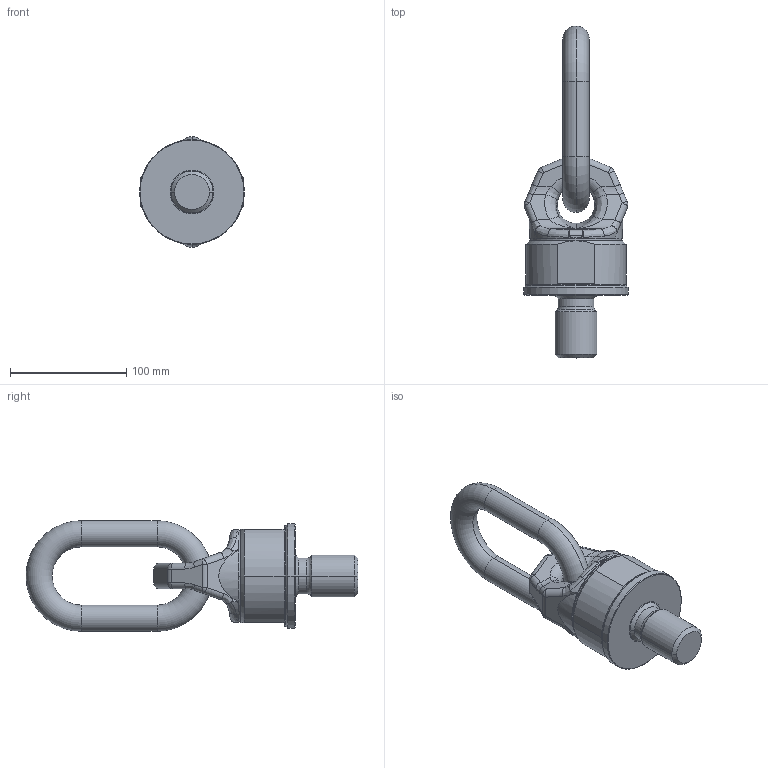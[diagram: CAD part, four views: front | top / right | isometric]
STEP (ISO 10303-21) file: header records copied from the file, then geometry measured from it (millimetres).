
FILE_DESCRIPTION((''),'2;1');
FILE_NAME('001-M33244-P99-0_ASM','2017-03-09T',('Roland.Jakubetz'),(''),'PRO/ENGINEER BY PARAMETRIC TECHNOLOGY CORPORATION, 2011490','PRO/ENGINEER BY PARAMETRIC TECHNOLOGY CORPORATION, 2011490','');
FILE_SCHEMA(('CONFIG_CONTROL_DESIGN'));
Length unit declared in the file: millimetre
Products named in the file (4): 001-M33244-P90; 001-M33244-P92; 001-M33245-P91; 001-M33244-P99-0_ASM
Assembly tree (3 placements, depth 2):
  001-M33244-P99-0_ASM
    001-M33244-P90
    001-M33244-P92
    001-M33245-P91
Bounding box: 90 x 285 x 95 mm (x, y, z)
Volume: 612129.4 mm3; surface area: 78675.6 mm2
Topology: 3 solids, 3 shells, 574 faces, 1539 edges, 988 vertices
Faces by surface type: plane 445, cylinder 47, bspline 40, cone 20, torus 14, sphere 8
Entity records: 19095 total; most frequent: CARTESIAN_POINT 4874, ORIENTED_EDGE 3078, DIRECTION 2689, EDGE_CURVE 1539, VECTOR 1299, LINE 1299, VERTEX_POINT 988, AXIS2_PLACEMENT_3D 695
